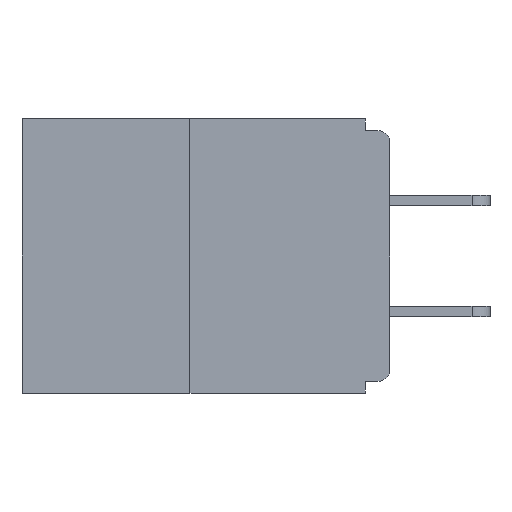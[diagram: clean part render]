
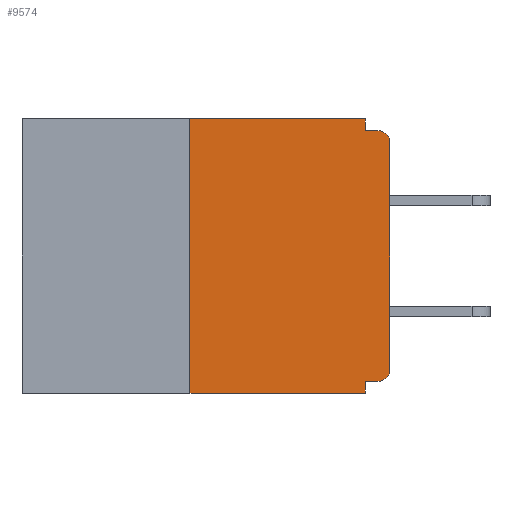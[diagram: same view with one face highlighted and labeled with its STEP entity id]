
A CAD part, left-side view. The second image highlights one B-rep face of the part: STEP entity #9574.
In plain terms, the highlighted planar face has unit normal (-1, 0, 0).
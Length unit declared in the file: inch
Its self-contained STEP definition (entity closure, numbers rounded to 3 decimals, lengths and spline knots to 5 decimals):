
#376 = EDGE_CURVE ( 'NONE', #2271, #1411, #7193, .T. ) ;
#415 = VECTOR ( 'NONE', #7282, 39.37008 ) ;
#508 = CARTESIAN_POINT ( 'NONE',  ( 0., 0.031, 0. ) ) ;
#790 = VECTOR ( 'NONE', #13396, 39.37008 ) ;
#1004 = EDGE_CURVE ( 'NONE', #8083, #8016, #7565, .T. ) ;
#1229 = LINE ( 'NONE', #14898, #415 ) ;
#1277 = VERTEX_POINT ( 'NONE', #9629 ) ;
#1378 = DIRECTION ( 'NONE',  ( 0., 0., -1. ) ) ;
#1390 = AXIS2_PLACEMENT_3D ( 'NONE', #2351, #7820, #1378 ) ;
#1411 = VERTEX_POINT ( 'NONE', #508 ) ;
#1754 = CARTESIAN_POINT ( 'NONE',  ( 0., 0.25, 0. ) ) ;
#2271 = VERTEX_POINT ( 'NONE', #16687 ) ;
#2351 = CARTESIAN_POINT ( 'NONE',  ( 0., 0.015, -0.03 ) ) ;
#2380 = ORIENTED_EDGE ( 'NONE', *, *, #8771, .T. ) ;
#2446 = VERTEX_POINT ( 'NONE', #8079 ) ;
#2582 = DIRECTION ( 'NONE',  ( 1., 0., 0. ) ) ;
#2781 = AXIS2_PLACEMENT_3D ( 'NONE', #11384, #2582, #6712 ) ;
#2829 = LINE ( 'NONE', #8412, #790 ) ;
#3271 = CARTESIAN_POINT ( 'NONE',  ( 0., 0., -0.328 ) ) ;
#3523 = ORIENTED_EDGE ( 'NONE', *, *, #5057, .T. ) ;
#3603 = LINE ( 'NONE', #10859, #13143 ) ;
#3671 = CARTESIAN_POINT ( 'NONE',  ( 0., 0.031, -0.015 ) ) ;
#3686 = VECTOR ( 'NONE', #4744, 39.37008 ) ;
#3788 = ORIENTED_EDGE ( 'NONE', *, *, #1004, .T. ) ;
#3854 = ORIENTED_EDGE ( 'NONE', *, *, #12105, .F. ) ;
#3987 = CIRCLE ( 'NONE', #11614, 0.015 ) ;
#4509 = DIRECTION ( 'NONE',  ( 0., -1., 0. ) ) ;
#4744 = DIRECTION ( 'NONE',  ( 0., 1., 0. ) ) ;
#4797 = LINE ( 'NONE', #12342, #15103 ) ;
#4849 = VERTEX_POINT ( 'NONE', #3671 ) ;
#5057 = EDGE_CURVE ( 'NONE', #2446, #1277, #3603, .T. ) ;
#5317 = CARTESIAN_POINT ( 'NONE',  ( 0., 0., -0.015 ) ) ;
#5987 = DIRECTION ( 'NONE',  ( 0., 0., -1. ) ) ;
#6142 = PLANE ( 'NONE',  #2781 ) ;
#6203 = EDGE_CURVE ( 'NONE', #9213, #15109, #9775, .T. ) ;
#6530 = CARTESIAN_POINT ( 'NONE',  ( 0., 0.015, -0.328 ) ) ;
#6557 = ORIENTED_EDGE ( 'NONE', *, *, #10879, .F. ) ;
#6712 = DIRECTION ( 'NONE',  ( 0., 0., -1. ) ) ;
#6796 = DIRECTION ( 'NONE',  ( 0., 0., 1. ) ) ;
#7050 = CARTESIAN_POINT ( 'NONE',  ( 0., 0.46, 0. ) ) ;
#7193 = LINE ( 'NONE', #7050, #16281 ) ;
#7282 = DIRECTION ( 'NONE',  ( 0., 0., -1. ) ) ;
#7565 = CIRCLE ( 'NONE', #1390, 0.015 ) ;
#7820 = DIRECTION ( 'NONE',  ( -1., 0., 0. ) ) ;
#8004 = CARTESIAN_POINT ( 'NONE',  ( 0., 0., -0.03 ) ) ;
#8016 = VERTEX_POINT ( 'NONE', #9047 ) ;
#8079 = CARTESIAN_POINT ( 'NONE',  ( 0., 0.25, -0.343 ) ) ;
#8083 = VERTEX_POINT ( 'NONE', #8004 ) ;
#8412 = CARTESIAN_POINT ( 'NONE',  ( 0., 0., 0. ) ) ;
#8440 = FACE_OUTER_BOUND ( 'NONE', #10011, .T. ) ;
#8771 = EDGE_CURVE ( 'NONE', #14648, #8083, #2829, .T. ) ;
#8772 = LINE ( 'NONE', #1754, #16251 ) ;
#9047 = CARTESIAN_POINT ( 'NONE',  ( 0., 0.015, -0.015 ) ) ;
#9213 = VERTEX_POINT ( 'NONE', #6530 ) ;
#9574 = ADVANCED_FACE ( 'NONE', ( #8440 ), #6142, .F. ) ;
#9629 = CARTESIAN_POINT ( 'NONE',  ( 0., 0.031, -0.343 ) ) ;
#9775 = LINE ( 'NONE', #3271, #3686 ) ;
#9887 = ORIENTED_EDGE ( 'NONE', *, *, #12666, .T. ) ;
#10011 = EDGE_LOOP ( 'NONE', ( #15537, #3854, #3523, #12362, #13335, #9887, #2380, #3788, #6557, #13153 ) ) ;
#10701 = CARTESIAN_POINT ( 'NONE',  ( 0., 0., -0.313 ) ) ;
#10859 = CARTESIAN_POINT ( 'NONE',  ( 0., 0.46, -0.343 ) ) ;
#10879 = EDGE_CURVE ( 'NONE', #4849, #8016, #12268, .T. ) ;
#11364 = DIRECTION ( 'NONE',  ( 0., -1., 0. ) ) ;
#11384 = CARTESIAN_POINT ( 'NONE',  ( 0., 0.46, 0. ) ) ;
#11614 = AXIS2_PLACEMENT_3D ( 'NONE', #12547, #13627, #14892 ) ;
#11865 = VECTOR ( 'NONE', #15994, 39.37008 ) ;
#12105 = EDGE_CURVE ( 'NONE', #2446, #2271, #8772, .T. ) ;
#12268 = LINE ( 'NONE', #5317, #11865 ) ;
#12342 = CARTESIAN_POINT ( 'NONE',  ( 0., 0.031, 0. ) ) ;
#12362 = ORIENTED_EDGE ( 'NONE', *, *, #16558, .F. ) ;
#12547 = CARTESIAN_POINT ( 'NONE',  ( 0., 0.015, -0.313 ) ) ;
#12666 = EDGE_CURVE ( 'NONE', #9213, #14648, #3987, .T. ) ;
#13143 = VECTOR ( 'NONE', #11364, 39.37008 ) ;
#13153 = ORIENTED_EDGE ( 'NONE', *, *, #13493, .F. ) ;
#13335 = ORIENTED_EDGE ( 'NONE', *, *, #6203, .F. ) ;
#13396 = DIRECTION ( 'NONE',  ( 0., 0., 1. ) ) ;
#13493 = EDGE_CURVE ( 'NONE', #1411, #4849, #4797, .T. ) ;
#13627 = DIRECTION ( 'NONE',  ( -1., 0., 0. ) ) ;
#14648 = VERTEX_POINT ( 'NONE', #10701 ) ;
#14892 = DIRECTION ( 'NONE',  ( 0., 0., -1. ) ) ;
#14898 = CARTESIAN_POINT ( 'NONE',  ( 0., 0.031, -0.343 ) ) ;
#15103 = VECTOR ( 'NONE', #5987, 39.37008 ) ;
#15109 = VERTEX_POINT ( 'NONE', #16019 ) ;
#15537 = ORIENTED_EDGE ( 'NONE', *, *, #376, .F. ) ;
#15994 = DIRECTION ( 'NONE',  ( 0., -1., 0. ) ) ;
#16019 = CARTESIAN_POINT ( 'NONE',  ( 0., 0.031, -0.328 ) ) ;
#16251 = VECTOR ( 'NONE', #6796, 39.37008 ) ;
#16281 = VECTOR ( 'NONE', #4509, 39.37008 ) ;
#16558 = EDGE_CURVE ( 'NONE', #15109, #1277, #1229, .T. ) ;
#16687 = CARTESIAN_POINT ( 'NONE',  ( 0., 0.25, 0. ) ) ;
